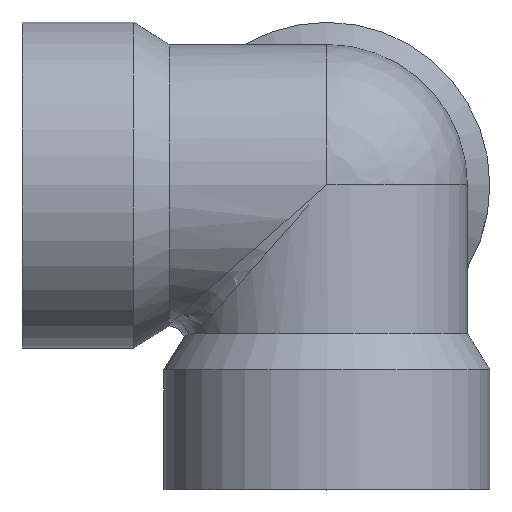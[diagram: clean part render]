
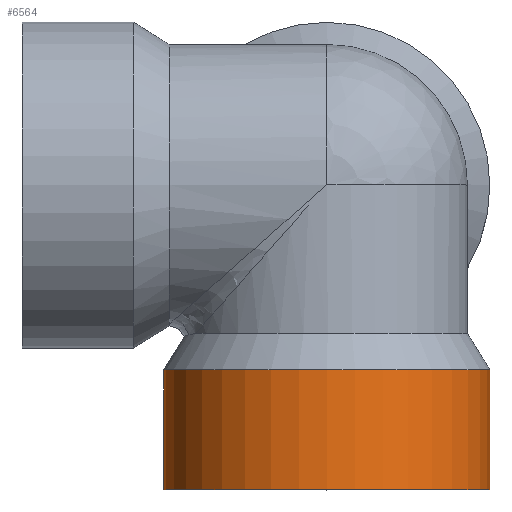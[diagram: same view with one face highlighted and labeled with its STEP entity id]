
A CAD part, top view. The second image highlights one B-rep face of the part: STEP entity #6564.
In plain terms, the highlighted cylindrical face has radius 17.615 mm (diameter 35.23 mm), a full revolution.
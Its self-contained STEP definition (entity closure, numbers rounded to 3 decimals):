
#3309 = VERTEX_POINT('',#3310);
#3310 = CARTESIAN_POINT('',(-17.615,-19.971,
    32.921));
#3316 = EDGE_CURVE('',#3309,#3309,#3317,.T.);
#3317 = CIRCLE('',#3318,17.615);
#3318 = AXIS2_PLACEMENT_3D('',#3319,#3320,#3321);
#3319 = CARTESIAN_POINT('',(0.,-19.971,
    32.921));
#3320 = DIRECTION('',(0.,1.,0.));
#3321 = DIRECTION('',(1.,0.,0.));
#6548 = EDGE_CURVE('',#6549,#6549,#6551,.T.);
#6549 = VERTEX_POINT('',#6550);
#6550 = CARTESIAN_POINT('',(-17.615,-32.921,
    32.921));
#6551 = CIRCLE('',#6552,17.615);
#6552 = AXIS2_PLACEMENT_3D('',#6553,#6554,#6555);
#6553 = CARTESIAN_POINT('',(0.,-32.921,
    32.921));
#6554 = DIRECTION('',(0.,1.,0.));
#6555 = DIRECTION('',(1.,0.,0.));
#6564 = ADVANCED_FACE('',(#6565),#6576,.T.);
#6565 = FACE_BOUND('',#6566,.T.);
#6566 = EDGE_LOOP('',(#6567,#6568,#6574,#6575));
#6567 = ORIENTED_EDGE('',*,*,#3316,.F.);
#6568 = ORIENTED_EDGE('',*,*,#6569,.T.);
#6569 = EDGE_CURVE('',#3309,#6549,#6570,.T.);
#6570 = LINE('',#6571,#6572);
#6571 = CARTESIAN_POINT('',(-17.615,-26.921,
    32.921));
#6572 = VECTOR('',#6573,1.);
#6573 = DIRECTION('',(0.,-1.,0.));
#6574 = ORIENTED_EDGE('',*,*,#6548,.T.);
#6575 = ORIENTED_EDGE('',*,*,#6569,.F.);
#6576 = CYLINDRICAL_SURFACE('',#6577,17.615);
#6577 = AXIS2_PLACEMENT_3D('',#6578,#6579,#6580);
#6578 = CARTESIAN_POINT('',(0.,-26.921,32.921)
  );
#6579 = DIRECTION('',(0.,1.,0.));
#6580 = DIRECTION('',(1.,0.,0.));
